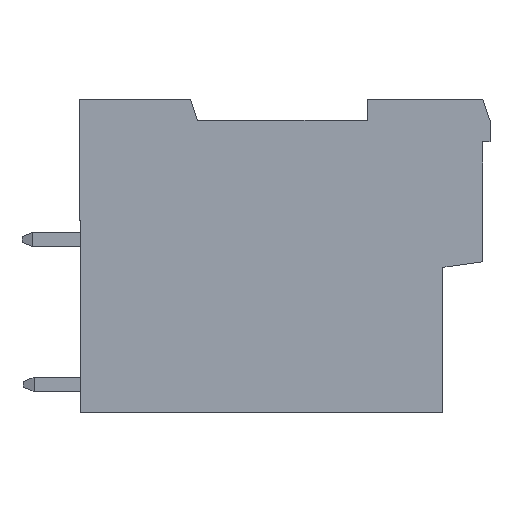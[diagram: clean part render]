
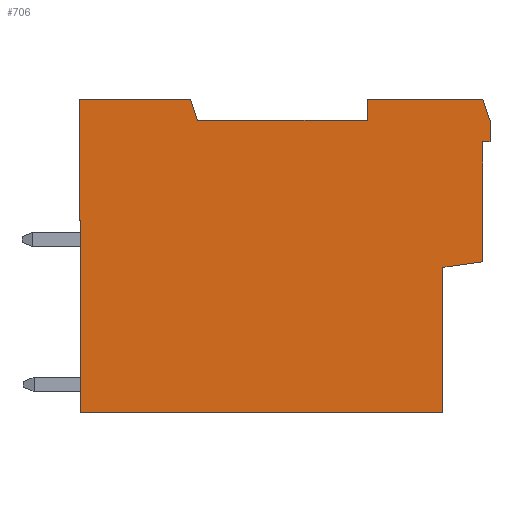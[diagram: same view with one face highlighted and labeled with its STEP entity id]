
A CAD part, left-side view. The second image highlights one B-rep face of the part: STEP entity #706.
In plain terms, the highlighted planar face has unit normal (-1, 0, 0).
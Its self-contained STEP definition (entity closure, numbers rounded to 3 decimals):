
#706 = ADVANCED_FACE( '', ( #1498 ), #1499, .T. );
#1498 = FACE_OUTER_BOUND( '', #2402, .T. );
#1499 = PLANE( '', #2403 );
#2402 = EDGE_LOOP( '', ( #4245, #4246, #4247, #4248, #4249, #4250, #4251, #4252, #4253, #4254, #4255, #4256, #4257, #4258, #4259 ) );
#2403 = AXIS2_PLACEMENT_3D( '', #4260, #4261, #4262 );
#4245 = ORIENTED_EDGE( '', *, *, #5621, .T. );
#4246 = ORIENTED_EDGE( '', *, *, #6331, .F. );
#4247 = ORIENTED_EDGE( '', *, *, #5703, .T. );
#4248 = ORIENTED_EDGE( '', *, *, #6332, .T. );
#4249 = ORIENTED_EDGE( '', *, *, #6333, .T. );
#4250 = ORIENTED_EDGE( '', *, *, #6087, .T. );
#4251 = ORIENTED_EDGE( '', *, *, #6334, .T. );
#4252 = ORIENTED_EDGE( '', *, *, #5993, .T. );
#4253 = ORIENTED_EDGE( '', *, *, #6335, .T. );
#4254 = ORIENTED_EDGE( '', *, *, #6024, .T. );
#4255 = ORIENTED_EDGE( '', *, *, #5737, .T. );
#4256 = ORIENTED_EDGE( '', *, *, #6336, .T. );
#4257 = ORIENTED_EDGE( '', *, *, #5971, .T. );
#4258 = ORIENTED_EDGE( '', *, *, #6028, .T. );
#4259 = ORIENTED_EDGE( '', *, *, #6337, .T. );
#4260 = CARTESIAN_POINT( '', ( -6.08, 0., 0. ) );
#4261 = DIRECTION( '', ( -1., 0., 0. ) );
#4262 = DIRECTION( '', ( 0., 0., 1. ) );
#5621 = EDGE_CURVE( '', #6743, #6744, #6745, .T. );
#5703 = EDGE_CURVE( '', #6893, #6891, #6894, .T. );
#5737 = EDGE_CURVE( '', #6956, #6954, #6957, .T. );
#5971 = EDGE_CURVE( '', #7344, #7345, #7346, .T. );
#5993 = EDGE_CURVE( '', #7377, #7378, #7379, .T. );
#6024 = EDGE_CURVE( '', #7433, #6956, #7434, .F. );
#6028 = EDGE_CURVE( '', #7345, #7437, #7439, .F. );
#6087 = EDGE_CURVE( '', #7532, #7530, #7533, .T. );
#6331 = EDGE_CURVE( '', #6893, #6744, #7882, .T. );
#6332 = EDGE_CURVE( '', #6891, #7883, #7884, .T. );
#6333 = EDGE_CURVE( '', #7883, #7532, #7885, .T. );
#6334 = EDGE_CURVE( '', #7530, #7377, #7886, .T. );
#6335 = EDGE_CURVE( '', #7378, #7433, #7887, .T. );
#6336 = EDGE_CURVE( '', #6954, #7344, #7888, .T. );
#6337 = EDGE_CURVE( '', #7437, #6743, #7889, .T. );
#6743 = VERTEX_POINT( '', #8386 );
#6744 = VERTEX_POINT( '', #8387 );
#6745 = LINE( '', #8388, #8389 );
#6891 = VERTEX_POINT( '', #8601 );
#6893 = VERTEX_POINT( '', #8604 );
#6894 = LINE( '', #8605, #8606 );
#6954 = VERTEX_POINT( '', #8691 );
#6956 = VERTEX_POINT( '', #8694 );
#6957 = LINE( '', #8695, #8696 );
#7344 = VERTEX_POINT( '', #9266 );
#7345 = VERTEX_POINT( '', #9267 );
#7346 = LINE( '', #9268, #9269 );
#7377 = VERTEX_POINT( '', #9317 );
#7378 = VERTEX_POINT( '', #9318 );
#7379 = LINE( '', #9319, #9320 );
#7433 = VERTEX_POINT( '', #9396 );
#7434 = LINE( '', #9397, #9398 );
#7437 = VERTEX_POINT( '', #9402 );
#7439 = LINE( '', #9405, #9406 );
#7530 = VERTEX_POINT( '', #9540 );
#7532 = VERTEX_POINT( '', #9543 );
#7533 = LINE( '', #9544, #9545 );
#7882 = LINE( '', #10068, #10069 );
#7883 = VERTEX_POINT( '', #10070 );
#7884 = LINE( '', #10071, #10072 );
#7885 = LINE( '', #10073, #10074 );
#7886 = LINE( '', #10075, #10076 );
#7887 = LINE( '', #10077, #10078 );
#7888 = LINE( '', #10079, #10080 );
#7889 = LINE( '', #10081, #10082 );
#8386 = CARTESIAN_POINT( '', ( -6.08, 14.25, 11. ) );
#8387 = CARTESIAN_POINT( '', ( -6.08, 14.25, 2.5 ) );
#8388 = CARTESIAN_POINT( '', ( -6.08, 14.25, 11. ) );
#8389 = VECTOR( '', #10639, 1000. );
#8601 = CARTESIAN_POINT( '', ( -6.08, 14.15, -11. ) );
#8604 = CARTESIAN_POINT( '', ( -6.08, 14.15, 2.5 ) );
#8605 = CARTESIAN_POINT( '', ( -6.08, 14.15, 2.5 ) );
#8606 = VECTOR( '', #10713, 1000. );
#8691 = CARTESIAN_POINT( '', ( -6.08, -5.95, 11. ) );
#8694 = CARTESIAN_POINT( '', ( -6.08, -14.05, 11. ) );
#8695 = CARTESIAN_POINT( '', ( -6.08, -14.55, 11. ) );
#8696 = VECTOR( '', #10746, 1000. );
#9266 = CARTESIAN_POINT( '', ( -6.08, -5.95, 9.5 ) );
#9267 = CARTESIAN_POINT( '', ( -6.08, 5.95, 9.5 ) );
#9268 = CARTESIAN_POINT( '', ( -6.08, -5.95, 9.5 ) );
#9269 = VECTOR( '', #10966, 1000. );
#9317 = CARTESIAN_POINT( '', ( -6.08, -14.05, 8. ) );
#9318 = CARTESIAN_POINT( '', ( -6.08, -14.55, 8. ) );
#9319 = CARTESIAN_POINT( '', ( -6.08, -14.55, 8. ) );
#9320 = VECTOR( '', #10984, 1000. );
#9396 = CARTESIAN_POINT( '', ( -6.08, -14.55, 9.5 ) );
#9397 = CARTESIAN_POINT( '', ( -6.08, -15.945, 5.315 ) );
#9398 = VECTOR( '', #11016, 1000. );
#9402 = CARTESIAN_POINT( '', ( -6.08, 6.45, 11. ) );
#9405 = CARTESIAN_POINT( '', ( -6.08, 2.505, -0.835 ) );
#9406 = VECTOR( '', #11019, 1000. );
#9540 = CARTESIAN_POINT( '', ( -6.08, -14.05, -0.4 ) );
#9543 = CARTESIAN_POINT( '', ( -6.08, -11.25, -0.8 ) );
#9544 = CARTESIAN_POINT( '', ( -6.08, -11.25, -0.8 ) );
#9545 = VECTOR( '', #11067, 1000. );
#10068 = CARTESIAN_POINT( '', ( -6.08, 14.15, 2.5 ) );
#10069 = VECTOR( '', #11266, 1000. );
#10070 = CARTESIAN_POINT( '', ( -6.08, -11.25, -11. ) );
#10071 = CARTESIAN_POINT( '', ( -6.08, 14.25, -11. ) );
#10072 = VECTOR( '', #11267, 1000. );
#10073 = CARTESIAN_POINT( '', ( -6.08, -11.25, -11. ) );
#10074 = VECTOR( '', #11268, 1000. );
#10075 = CARTESIAN_POINT( '', ( -6.08, -14.05, 8. ) );
#10076 = VECTOR( '', #11269, 1000. );
#10077 = CARTESIAN_POINT( '', ( -6.08, -14.55, 8. ) );
#10078 = VECTOR( '', #11270, 1000. );
#10079 = CARTESIAN_POINT( '', ( -6.08, -5.95, 11. ) );
#10080 = VECTOR( '', #11271, 1000. );
#10081 = CARTESIAN_POINT( '', ( -6.08, 5.95, 11. ) );
#10082 = VECTOR( '', #11272, 1000. );
#10639 = DIRECTION( '', ( 0., 0., -1. ) );
#10713 = DIRECTION( '', ( 0., 0., -1. ) );
#10746 = DIRECTION( '', ( 0., 1., 0. ) );
#10966 = DIRECTION( '', ( 0., 1., 0. ) );
#10984 = DIRECTION( '', ( 0., -1., 0. ) );
#11016 = DIRECTION( '', ( 0., -0.316, -0.949 ) );
#11019 = DIRECTION( '', ( 0., -0.316, -0.949 ) );
#11067 = DIRECTION( '', ( 0., -0.99, 0.141 ) );
#11266 = DIRECTION( '', ( 0., 1., 0. ) );
#11267 = DIRECTION( '', ( 0., -1., 0. ) );
#11268 = DIRECTION( '', ( 0., 0., 1. ) );
#11269 = DIRECTION( '', ( 0., 0., 1. ) );
#11270 = DIRECTION( '', ( 0., 0., 1. ) );
#11271 = DIRECTION( '', ( 0., 0., -1. ) );
#11272 = DIRECTION( '', ( 0., 1., 0. ) );
